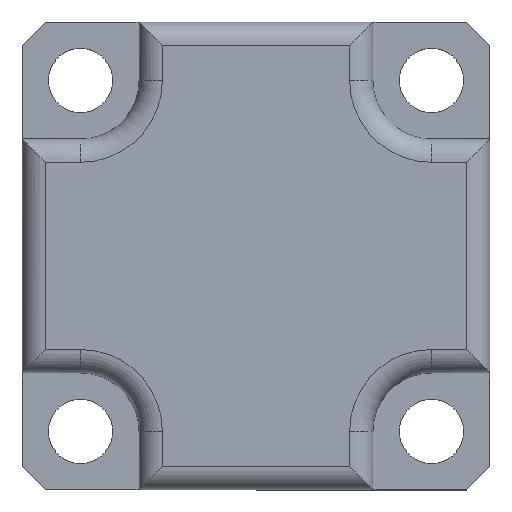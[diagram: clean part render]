
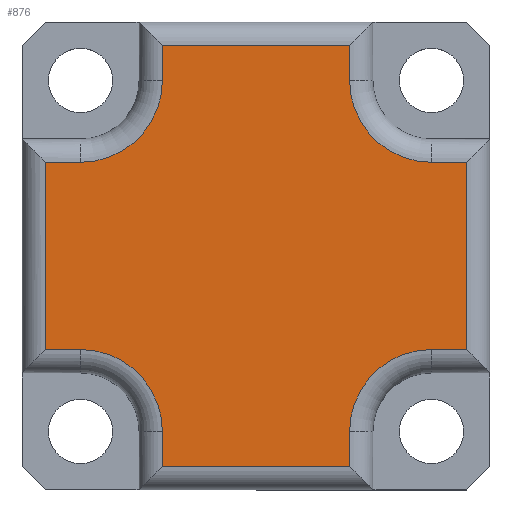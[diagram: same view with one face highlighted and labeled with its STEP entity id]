
A CAD part, top view. The second image highlights one B-rep face of the part: STEP entity #876.
In plain terms, the highlighted planar face has unit normal (0, 0, 1).
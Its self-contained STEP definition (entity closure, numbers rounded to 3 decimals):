
#73=CARTESIAN_POINT('',(-8.,18.,5.0));
#74=VERTEX_POINT('',#73);
#75=CARTESIAN_POINT('',(8.,18.,5.0));
#76=VERTEX_POINT('',#75);
#77=CARTESIAN_POINT('',(-8.,18.,5.0));
#78=DIRECTION('',(1.0,0.0,0.0));
#79=VECTOR('',#78,16.0);
#80=LINE('',#77,#79);
#81=EDGE_CURVE('',#74,#76,#80,.T.);
#115=CARTESIAN_POINT('',(-18.,-8.,5.0));
#116=VERTEX_POINT('',#115);
#117=CARTESIAN_POINT('',(-18.,8.,5.0));
#118=VERTEX_POINT('',#117);
#119=CARTESIAN_POINT('',(-18.,-8.,5.0));
#120=DIRECTION('',(0.0,1.0,0.0));
#121=VECTOR('',#120,16.);
#122=LINE('',#119,#121);
#123=EDGE_CURVE('',#116,#118,#122,.T.);
#157=CARTESIAN_POINT('',(-8.,-15.0,5.0));
#158=VERTEX_POINT('',#157);
#176=CARTESIAN_POINT('',(-8.,-18.,5.0));
#177=VERTEX_POINT('',#176);
#185=CARTESIAN_POINT('',(-8.,-18.,5.0));
#186=DIRECTION('',(0.0,1.0,0.0));
#187=VECTOR('',#186,3.);
#188=LINE('',#185,#187);
#189=EDGE_CURVE('',#177,#158,#188,.T.);
#199=CARTESIAN_POINT('',(8.,-18.,5.0));
#200=VERTEX_POINT('',#199);
#201=CARTESIAN_POINT('',(8.,-18.,5.0));
#202=DIRECTION('',(-1.0,0.0,0.0));
#203=VECTOR('',#202,16.);
#204=LINE('',#201,#203);
#205=EDGE_CURVE('',#200,#177,#204,.T.);
#233=CARTESIAN_POINT('',(8.,-15.,5.0));
#234=VERTEX_POINT('',#233);
#242=CARTESIAN_POINT('',(8.,-15.,5.0));
#243=DIRECTION('',(0.0,-1.0,0.0));
#244=VECTOR('',#243,3.);
#245=LINE('',#242,#244);
#246=EDGE_CURVE('',#234,#200,#245,.T.);
#265=CARTESIAN_POINT('',(15.,-8.,5.0));
#266=VERTEX_POINT('',#265);
#274=CARTESIAN_POINT('',(15.,-15.,5.0));
#275=DIRECTION('',(0.0,0.0,1.0));
#276=DIRECTION('',(-0.707,0.707,0.0));
#277=AXIS2_PLACEMENT_3D('',#274,#275,#276);
#278=CIRCLE('',#277,7.);
#279=EDGE_CURVE('',#266,#234,#278,.T.);
#297=CARTESIAN_POINT('',(-15.,-8.,5.0));
#298=VERTEX_POINT('',#297);
#316=CARTESIAN_POINT('',(-15.,-15.,5.0));
#317=DIRECTION('',(0.0,0.0,1.0));
#318=DIRECTION('',(0.707,0.707,0.0));
#319=AXIS2_PLACEMENT_3D('',#316,#317,#318);
#320=CIRCLE('',#319,7.0);
#321=EDGE_CURVE('',#158,#298,#320,.T.);
#331=CARTESIAN_POINT('',(18.,-8.,5.0));
#332=VERTEX_POINT('',#331);
#333=CARTESIAN_POINT('',(18.,-8.,5.0));
#334=DIRECTION('',(-1.0,0.0,0.0));
#335=VECTOR('',#334,3.);
#336=LINE('',#333,#335);
#337=EDGE_CURVE('',#332,#266,#336,.T.);
#370=CARTESIAN_POINT('',(-15.,-8.,5.0));
#371=DIRECTION('',(-1.0,0.0,0.0));
#372=VECTOR('',#371,3.);
#373=LINE('',#370,#372);
#374=EDGE_CURVE('',#298,#116,#373,.T.);
#385=CARTESIAN_POINT('',(18.,8.,5.0));
#386=VERTEX_POINT('',#385);
#387=CARTESIAN_POINT('',(18.,8.,5.0));
#388=DIRECTION('',(0.0,-1.0,0.0));
#389=VECTOR('',#388,16.);
#390=LINE('',#387,#389);
#391=EDGE_CURVE('',#386,#332,#390,.T.);
#419=CARTESIAN_POINT('',(15.,8.,5.0));
#420=VERTEX_POINT('',#419);
#428=CARTESIAN_POINT('',(15.,8.,5.0));
#429=DIRECTION('',(1.0,0.0,0.0));
#430=VECTOR('',#429,3.);
#431=LINE('',#428,#430);
#432=EDGE_CURVE('',#420,#386,#431,.T.);
#449=CARTESIAN_POINT('',(-15.0,8.,5.0));
#450=VERTEX_POINT('',#449);
#467=CARTESIAN_POINT('',(-18.,8.0,5.0));
#468=DIRECTION('',(1.0,0.0,0.0));
#469=VECTOR('',#468,3.);
#470=LINE('',#467,#469);
#471=EDGE_CURVE('',#118,#450,#470,.T.);
#483=CARTESIAN_POINT('',(8.,15.0,5.0));
#484=VERTEX_POINT('',#483);
#492=CARTESIAN_POINT('',(15.,15.,5.0));
#493=DIRECTION('',(0.0,0.0,1.0));
#494=DIRECTION('',(-0.707,-0.707,0.0));
#495=AXIS2_PLACEMENT_3D('',#492,#493,#494);
#496=CIRCLE('',#495,7.0);
#497=EDGE_CURVE('',#484,#420,#496,.T.);
#515=CARTESIAN_POINT('',(-8.,15.,5.0));
#516=VERTEX_POINT('',#515);
#534=CARTESIAN_POINT('',(-15.0,15.0,5.0));
#535=DIRECTION('',(0.0,0.0,1.0));
#536=DIRECTION('',(0.707,-0.707,0.0));
#537=AXIS2_PLACEMENT_3D('',#534,#535,#536);
#538=CIRCLE('',#537,7.);
#539=EDGE_CURVE('',#450,#516,#538,.T.);
#549=CARTESIAN_POINT('',(8.,18.,5.0));
#550=DIRECTION('',(0.0,-1.0,0.0));
#551=VECTOR('',#550,3.);
#552=LINE('',#549,#551);
#553=EDGE_CURVE('',#76,#484,#552,.T.);
#578=CARTESIAN_POINT('',(-8.,15.,5.0));
#579=DIRECTION('',(0.0,1.0,0.0));
#580=VECTOR('',#579,3.0);
#581=LINE('',#578,#580);
#582=EDGE_CURVE('',#516,#74,#581,.T.);
#853=CARTESIAN_POINT('',(0.,0.,5.0));
#854=DIRECTION('',(0.0,0.0,1.0));
#855=DIRECTION('',(1.0,0.0,0.0));
#856=AXIS2_PLACEMENT_3D('',#853,#854,#855);
#857=PLANE('',#856);
#858=ORIENTED_EDGE('',*,*,#189,.F.);
#859=ORIENTED_EDGE('',*,*,#205,.F.);
#860=ORIENTED_EDGE('',*,*,#246,.F.);
#861=ORIENTED_EDGE('',*,*,#279,.F.);
#862=ORIENTED_EDGE('',*,*,#337,.F.);
#863=ORIENTED_EDGE('',*,*,#391,.F.);
#864=ORIENTED_EDGE('',*,*,#432,.F.);
#865=ORIENTED_EDGE('',*,*,#497,.F.);
#866=ORIENTED_EDGE('',*,*,#553,.F.);
#867=ORIENTED_EDGE('',*,*,#81,.F.);
#868=ORIENTED_EDGE('',*,*,#582,.F.);
#869=ORIENTED_EDGE('',*,*,#539,.F.);
#870=ORIENTED_EDGE('',*,*,#471,.F.);
#871=ORIENTED_EDGE('',*,*,#123,.F.);
#872=ORIENTED_EDGE('',*,*,#374,.F.);
#873=ORIENTED_EDGE('',*,*,#321,.F.);
#874=EDGE_LOOP('',(#858,#859,#860,#861,#862,#863,#864,#865,#866,#867,#868,#869,#870,#871,#872,#873));
#875=FACE_OUTER_BOUND('',#874,.T.);
#876=ADVANCED_FACE('',(#875),#857,.T.);
